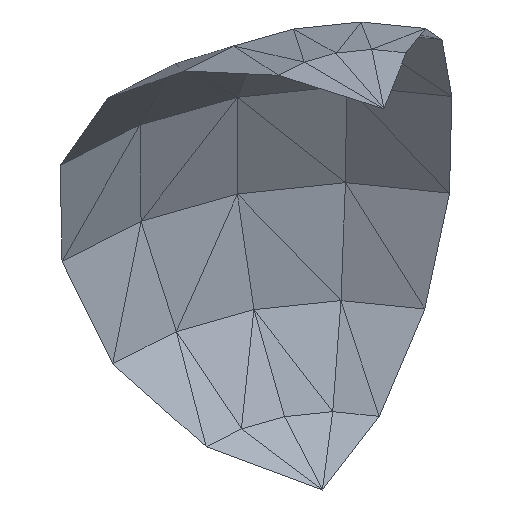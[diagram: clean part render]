
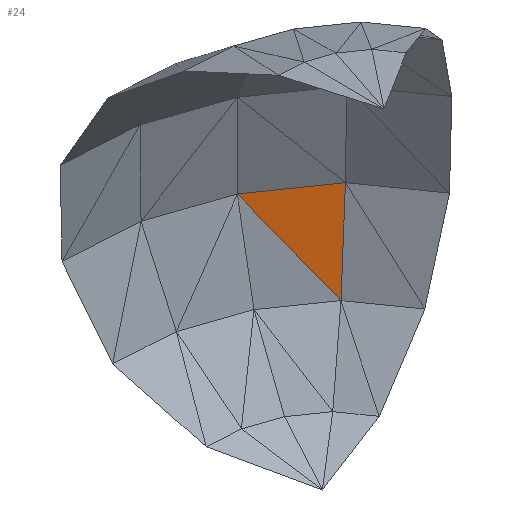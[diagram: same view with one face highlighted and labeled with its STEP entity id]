
A CAD part, isometric view. The second image highlights one B-rep face of the part: STEP entity #24.
In plain terms, the highlighted planar face has unit normal (0.539, 0.777, -0.324).
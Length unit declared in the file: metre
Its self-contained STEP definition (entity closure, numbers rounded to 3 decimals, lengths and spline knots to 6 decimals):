
#24=ADVANCED_FACE('',(#80),#581,.T.);
#80=FACE_OUTER_BOUND('',#136,.T.);
#136=EDGE_LOOP('',(#212,#213,#214));
#212=ORIENTED_EDGE('',*,*,#382,.F.);
#213=ORIENTED_EDGE('',*,*,#378,.F.);
#214=ORIENTED_EDGE('',*,*,#380,.T.);
#378=EDGE_CURVE('',#543,#544,#470,.T.);
#380=EDGE_CURVE('',#543,#552,#472,.T.);
#382=EDGE_CURVE('',#544,#552,#474,.T.);
#470=B_SPLINE_CURVE_WITH_KNOTS('',1,(#982,#983),.UNSPECIFIED.,.F.,.F.,(2,
2),(0.,1.),.UNSPECIFIED.);
#472=B_SPLINE_CURVE_WITH_KNOTS('',1,(#986,#987),.UNSPECIFIED.,.F.,.F.,(2,
2),(0.,1.),.UNSPECIFIED.);
#474=B_SPLINE_CURVE_WITH_KNOTS('',1,(#990,#991),.UNSPECIFIED.,.F.,.F.,(2,
2),(0.,1.),.UNSPECIFIED.);
#543=VERTEX_POINT('',#898);
#544=VERTEX_POINT('',#899);
#552=VERTEX_POINT('',#907);
#581=PLANE('',#725);
#725=AXIS2_PLACEMENT_3D('',#843,#784,$);
#784=DIRECTION('',(0.539,0.777,-0.324));
#843=CARTESIAN_POINT('',(0.000516,0.000965,-0.000151));
#898=CARTESIAN_POINT('',(0.000926,0.00034,-0.000966));
#899=CARTESIAN_POINT('',(0.001153,0.000523,-0.000151));
#907=CARTESIAN_POINT('',(0.000516,0.000965,-0.000151));
#982=CARTESIAN_POINT('',(0.000926,0.00034,-0.000966));
#983=CARTESIAN_POINT('',(0.001153,0.000523,-0.000151));
#986=CARTESIAN_POINT('',(0.000926,0.00034,-0.000966));
#987=CARTESIAN_POINT('',(0.000516,0.000965,-0.000151));
#990=CARTESIAN_POINT('',(0.001153,0.000523,-0.000151));
#991=CARTESIAN_POINT('',(0.000516,0.000965,-0.000151));
